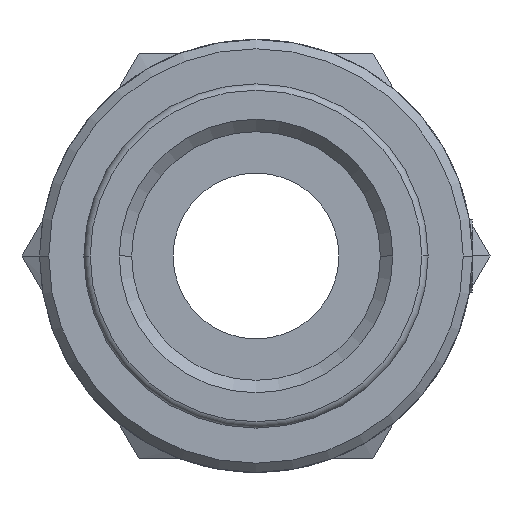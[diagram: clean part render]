
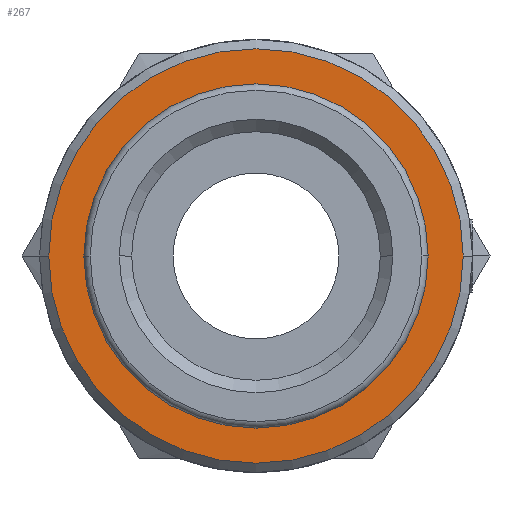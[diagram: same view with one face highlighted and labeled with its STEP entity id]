
A CAD part, front view. The second image highlights one B-rep face of the part: STEP entity #267.
In plain terms, the highlighted planar face has unit normal (0, -1, 0).
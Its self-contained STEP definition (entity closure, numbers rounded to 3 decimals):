
#267=ADVANCED_FACE('',(#542,#543),#544,.T.);
#542=FACE_BOUND('',#817,.T.);
#543=FACE_OUTER_BOUND('',#818,.T.);
#544=PLANE('',#819);
#817=EDGE_LOOP('',(#1518,#1519));
#818=EDGE_LOOP('',(#1520,#1521));
#819=AXIS2_PLACEMENT_3D('',#1522,#1523,#1524);
#1518=ORIENTED_EDGE('',*,*,#1856,.T.);
#1519=ORIENTED_EDGE('',*,*,#1816,.T.);
#1520=ORIENTED_EDGE('',*,*,#1769,.F.);
#1521=ORIENTED_EDGE('',*,*,#1616,.F.);
#1522=CARTESIAN_POINT('',(5.625,4.9,0.0));
#1523=DIRECTION('',(-0.0,-1.0,-0.0));
#1524=DIRECTION('',(-1.0,0.0,0.0));
#1616=EDGE_CURVE('',#1920,#1915,#1922,.T.);
#1769=EDGE_CURVE('',#1915,#1920,#2159,.T.);
#1816=EDGE_CURVE('',#2212,#2216,#2218,.T.);
#1856=EDGE_CURVE('',#2216,#2212,#2261,.T.);
#1915=VERTEX_POINT('',#2358);
#1920=VERTEX_POINT('',#2364);
#1922=CIRCLE('',#2367,11.25);
#2159=CIRCLE('',#3244,11.25);
#2212=VERTEX_POINT('',#3352);
#2216=VERTEX_POINT('',#3357);
#2218=CIRCLE('',#3360,9.0);
#2261=CIRCLE('',#3423,9.0);
#2358=CARTESIAN_POINT('',(11.25,4.9,0.0));
#2364=CARTESIAN_POINT('',(-11.25,4.9,0.));
#2367=AXIS2_PLACEMENT_3D('',#3490,#3491,#3492);
#3244=AXIS2_PLACEMENT_3D('',#3668,#3669,#3670);
#3352=CARTESIAN_POINT('',(9.0,4.9,0.));
#3357=CARTESIAN_POINT('',(-9.0,4.9,0.));
#3360=AXIS2_PLACEMENT_3D('',#3722,#3723,#3724);
#3423=AXIS2_PLACEMENT_3D('',#3761,#3762,#3763);
#3490=CARTESIAN_POINT('',(0.0,4.9,0.0));
#3491=DIRECTION('',(-0.0,1.0,0.0));
#3492=DIRECTION('',(1.0,0.0,0.0));
#3668=CARTESIAN_POINT('',(0.0,4.9,0.0));
#3669=DIRECTION('',(-0.0,1.0,0.0));
#3670=DIRECTION('',(1.0,0.0,0.0));
#3722=CARTESIAN_POINT('',(0.0,4.9,0.0));
#3723=DIRECTION('',(-0.0,1.0,0.0));
#3724=DIRECTION('',(1.0,0.0,0.0));
#3761=CARTESIAN_POINT('',(0.0,4.9,0.0));
#3762=DIRECTION('',(-0.0,1.0,0.0));
#3763=DIRECTION('',(1.0,0.0,0.0));
